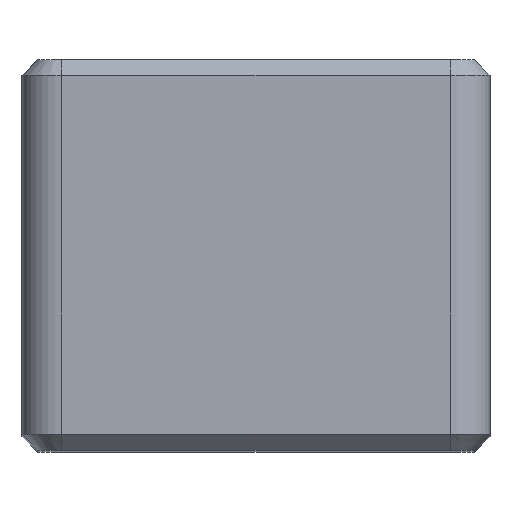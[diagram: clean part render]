
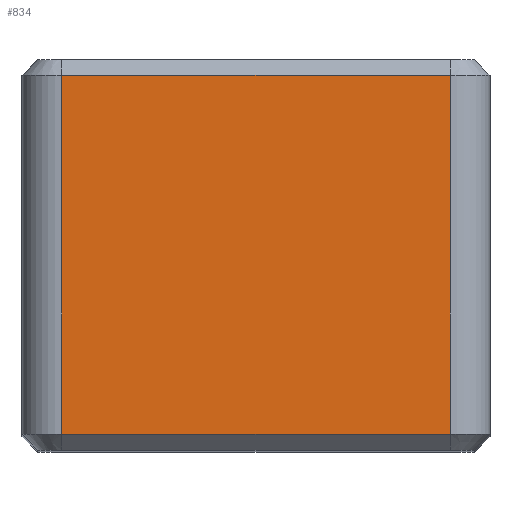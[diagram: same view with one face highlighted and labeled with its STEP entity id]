
A CAD part, top view. The second image highlights one B-rep face of the part: STEP entity #834.
In plain terms, the highlighted planar face has unit normal (0, 0, 1).
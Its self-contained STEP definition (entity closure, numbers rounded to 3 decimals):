
#501 = VERTEX_POINT('',#502);
#502 = CARTESIAN_POINT('',(89.053,-43.141,
    118.378));
#509 = EDGE_CURVE('',#510,#501,#512,.T.);
#510 = VERTEX_POINT('',#511);
#511 = CARTESIAN_POINT('',(89.053,-34.091,
    118.378));
#512 = LINE('',#513,#514);
#513 = CARTESIAN_POINT('',(89.053,-33.691,
    118.378));
#514 = VECTOR('',#515,1.);
#515 = DIRECTION('',(0.,-1.,0.));
#567 = VERTEX_POINT('',#568);
#568 = CARTESIAN_POINT('',(98.853,-34.091,
    118.378));
#609 = EDGE_CURVE('',#510,#567,#610,.T.);
#610 = LINE('',#611,#612);
#611 = CARTESIAN_POINT('',(89.053,-34.091,
    118.378));
#612 = VECTOR('',#613,1.);
#613 = DIRECTION('',(1.,0.,0.));
#730 = EDGE_CURVE('',#567,#731,#733,.T.);
#731 = VERTEX_POINT('',#732);
#732 = CARTESIAN_POINT('',(98.853,-43.141,
    118.378));
#733 = LINE('',#734,#735);
#734 = CARTESIAN_POINT('',(98.853,-33.691,
    118.378));
#735 = VECTOR('',#736,1.);
#736 = DIRECTION('',(0.,-1.,0.));
#834 = ADVANCED_FACE('',(#835),#846,.T.);
#835 = FACE_BOUND('',#836,.T.);
#836 = EDGE_LOOP('',(#837,#838,#844,#845));
#837 = ORIENTED_EDGE('',*,*,#509,.T.);
#838 = ORIENTED_EDGE('',*,*,#839,.F.);
#839 = EDGE_CURVE('',#731,#501,#840,.T.);
#840 = LINE('',#841,#842);
#841 = CARTESIAN_POINT('',(98.853,-43.141,
    118.378));
#842 = VECTOR('',#843,1.);
#843 = DIRECTION('',(-1.,0.,0.));
#844 = ORIENTED_EDGE('',*,*,#730,.F.);
#845 = ORIENTED_EDGE('',*,*,#609,.F.);
#846 = PLANE('',#847);
#847 = AXIS2_PLACEMENT_3D('',#848,#849,#850);
#848 = CARTESIAN_POINT('',(99.853,-33.691,
    118.378));
#849 = DIRECTION('',(0.,0.,1.));
#850 = DIRECTION('',(0.,-1.,0.));
